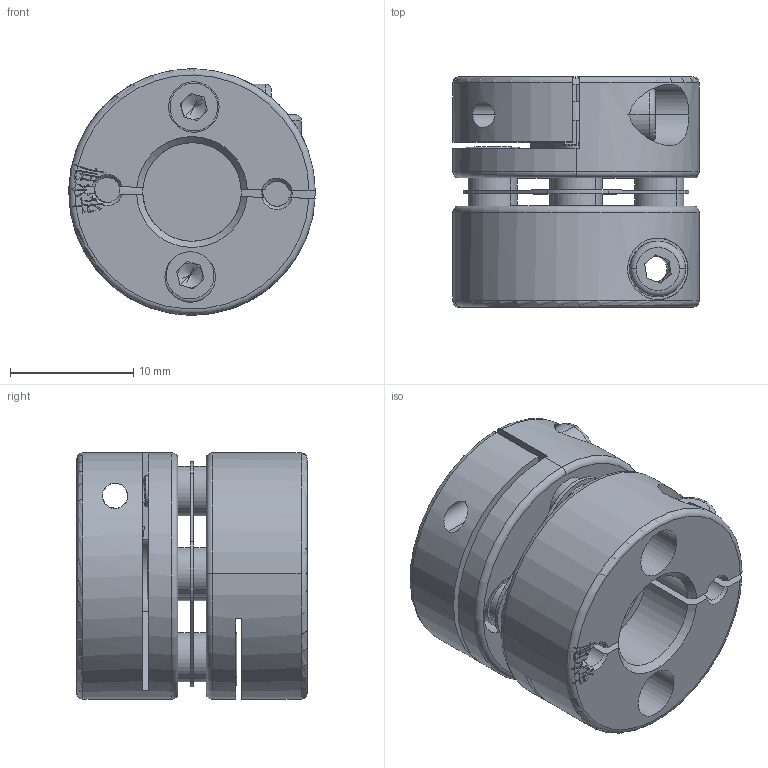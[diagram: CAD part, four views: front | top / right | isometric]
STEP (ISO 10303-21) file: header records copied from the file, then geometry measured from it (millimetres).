
FILE_DESCRIPTION (( 'STEP AP203' ), '1' );
FILE_NAME ('U20-18.7-6-8-2.5.STEP', '2025-11-18T09:45:45', ( 'Windows 蚚誧' ), ( '' ), 'SwSTEP 2.0', 'SolidWorks 2016', '' );
FILE_SCHEMA (( 'CONFIG_CONTROL_DESIGN' ));
Length unit declared in the file: millimetre
Products named in the file (6): U20-11.5-8; U20-18.7-6-8-2.5; hexagon socket head cap screws gb_GB_FASTENER_SCREWS_HSHCS M2.5X5-C; u20臚え郪磁; U20-11.5-6; U20ĤƬ
Assembly tree (8 placements, depth 3):
  U20-18.7-6-8-2.5
    U20-11.5-6
    u20臚え郪磁
      U20ĤƬ
      hexagon socket head cap screws gb_GB_FASTENER_SCREWS_HSHCS M2.5X5-C  x4
    U20-11.5-8
Bounding box: 20 x 18.7 x 20 mm (x, y, z)
Volume: 3935.9 mm3; surface area: 4920.2 mm2
Topology: 15 solids, 15 shells, 556 faces, 1516 edges, 990 vertices
Faces by surface type: plane 306, cylinder 122, bspline 74, cone 34, torus 20
Entity records: 19532 total; most frequent: CARTESIAN_POINT 6810, ORIENTED_EDGE 2692, DIRECTION 2210, EDGE_CURVE 1346, VERTEX_POINT 891, VECTOR 752, LINE 752, AXIS2_PLACEMENT_3D 729
